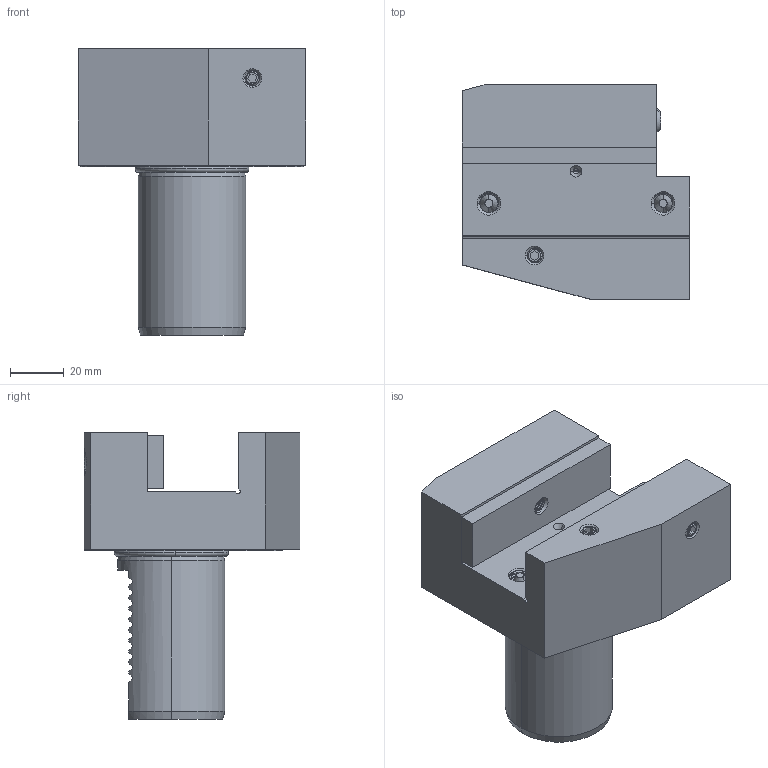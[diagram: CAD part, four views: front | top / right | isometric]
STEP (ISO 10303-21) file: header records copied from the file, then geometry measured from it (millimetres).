
FILE_DESCRIPTION (( 'STEP AP203' ), '1' );
FILE_NAME ('409.31.25.IK.STEP', '2017-12-26T05:04:11', ( '' ), ( '' ), 'SwSTEP 2.0', 'SolidWorks 2012', '' );
FILE_SCHEMA (( 'CONFIG_CONTROL_DESIGN' ));
Products named in the file (13): 409.31.25.IK; 18x7.8; O型環8; M6螺絲投; 皿頭_M4xP0.7x8L; 2-44100006N4出水銅嘴; M8尖頭螺絲; M12平頭螺絲; O型環38.7; 管螺文螺絲; 72.5x20x6; M6x20; VDI40    B1(2)
Assembly tree (16 placements, depth 2):
  409.31.25.IK
    VDI40    B1(2)
    管螺文螺絲
    72.5x20x6
    M6x20
    O型環38.7
    M8尖頭螺絲  x2
    M12平頭螺絲  x2
    2-44100006N4出水銅嘴
    皿頭_M4xP0.7x8L
    18x7.8
    M6螺絲投  x3
    O型環8
Bounding box: 85 x 80.5 x 107 mm (x, y, z)
Volume: 280024.7 mm3; surface area: 56904.6 mm2
Topology: 16 solids, 16 shells, 779 faces, 2121 edges, 1374 vertices
Faces by surface type: cylinder 385, cone 160, plane 159, bspline 51, torus 18, sphere 6
Entity records: 67708 total; most frequent: CARTESIAN_POINT 52061, ORIENTED_EDGE 3494, DIRECTION 2421, EDGE_CURVE 1747, VERTEX_POINT 1133, AXIS2_PLACEMENT_3D 876, EDGE_LOOP 680, VECTOR 669
